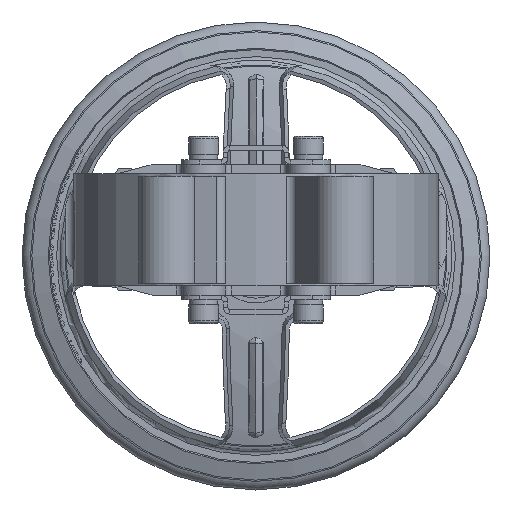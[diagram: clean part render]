
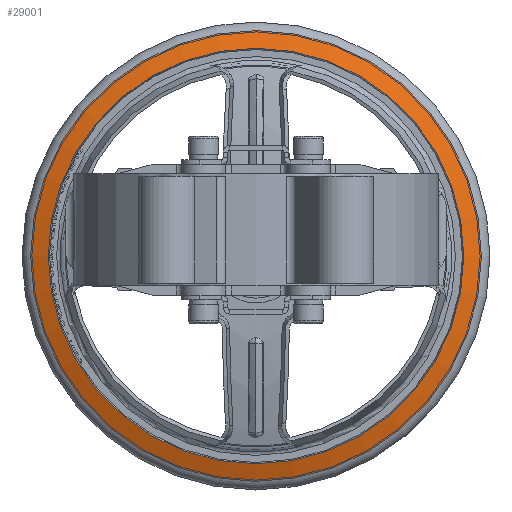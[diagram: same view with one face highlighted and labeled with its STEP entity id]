
A CAD part, front view. The second image highlights one B-rep face of the part: STEP entity #29001.
In plain terms, the highlighted conical face has half-angle 70 degrees and reference radius 120.394 mm.
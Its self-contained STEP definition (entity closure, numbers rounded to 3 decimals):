
#3713=LINE('',#50979,#5627);
#5627=VECTOR('',#36758,120.394);
#6549=CONICAL_SURFACE('',#31320,120.394,1.222);
#7568=FACE_OUTER_BOUND('',#9264,.T.);
#9264=EDGE_LOOP('',(#23354,#23355,#23356,#23357,#23358,#23359));
#10860=CIRCLE('',#31314,120.394);
#10861=CIRCLE('',#31315,120.394);
#10865=CIRCLE('',#31321,111.);
#10866=CIRCLE('',#31322,111.);
#13315=VERTEX_POINT('',#50966);
#13316=VERTEX_POINT('',#50967);
#13319=VERTEX_POINT('',#50978);
#13320=VERTEX_POINT('',#50980);
#16893=EDGE_CURVE('',#13315,#13316,#10860,.T.);
#16894=EDGE_CURVE('',#13316,#13315,#10861,.T.);
#16899=EDGE_CURVE('',#13315,#13319,#3713,.T.);
#16900=EDGE_CURVE('',#13320,#13319,#10865,.T.);
#16901=EDGE_CURVE('',#13319,#13320,#10866,.T.);
#23354=ORIENTED_EDGE('',*,*,#16893,.T.);
#23355=ORIENTED_EDGE('',*,*,#16894,.T.);
#23356=ORIENTED_EDGE('',*,*,#16899,.T.);
#23357=ORIENTED_EDGE('',*,*,#16900,.F.);
#23358=ORIENTED_EDGE('',*,*,#16901,.F.);
#23359=ORIENTED_EDGE('',*,*,#16899,.F.);
#29001=ADVANCED_FACE('',(#7568),#6549,.T.);
#31314=AXIS2_PLACEMENT_3D('',#50968,#36743,#36744);
#31315=AXIS2_PLACEMENT_3D('',#50969,#36745,#36746);
#31320=AXIS2_PLACEMENT_3D('',#50977,#36756,#36757);
#31321=AXIS2_PLACEMENT_3D('',#50981,#36759,#36760);
#31322=AXIS2_PLACEMENT_3D('',#50982,#36761,#36762);
#36743=DIRECTION('center_axis',(0.,-1.,0.));
#36744=DIRECTION('ref_axis',(0.002,0.,1.));
#36745=DIRECTION('center_axis',(0.,-1.,0.));
#36746=DIRECTION('ref_axis',(0.002,0.,1.));
#36756=DIRECTION('center_axis',(0.,1.,0.));
#36757=DIRECTION('ref_axis',(-0.002,0.,-1.));
#36758=DIRECTION('',(-0.002,-0.342,-0.94));
#36759=DIRECTION('center_axis',(0.,-1.,0.));
#36760=DIRECTION('ref_axis',(0.002,0.,1.));
#36761=DIRECTION('center_axis',(0.,-1.,0.));
#36762=DIRECTION('ref_axis',(0.002,0.,1.));
#50966=CARTESIAN_POINT('',(0.25,431.324,106.394));
#50967=CARTESIAN_POINT('',(-0.25,431.324,-134.394));
#50968=CARTESIAN_POINT('Origin',(0.,431.324,
-14.));
#50969=CARTESIAN_POINT('Origin',(0.,431.324,
-14.));
#50977=CARTESIAN_POINT('Origin',(0.,431.324,
-14.));
#50978=CARTESIAN_POINT('',(0.231,427.904,97.));
#50979=CARTESIAN_POINT('',(0.25,431.324,106.394));
#50980=CARTESIAN_POINT('',(-0.231,427.904,-125.));
#50981=CARTESIAN_POINT('Origin',(0.,427.904,
-14.));
#50982=CARTESIAN_POINT('Origin',(0.,427.904,
-14.));
